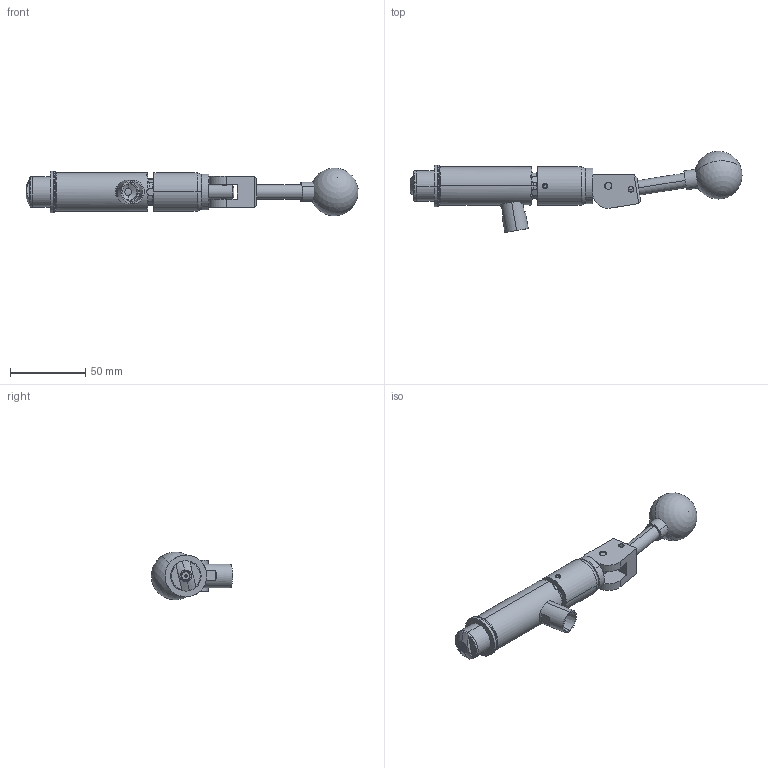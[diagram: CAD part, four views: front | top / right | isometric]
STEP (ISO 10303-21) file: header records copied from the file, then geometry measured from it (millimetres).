
FILE_DESCRIPTION (( 'STEP AP214' ), '1' );
FILE_NAME ('CTSC-003839.STEP', '2025-06-18T12:57:33', ( '' ), ( '' ), 'SwSTEP 2.0', 'SolidWorks 2023', '' );
FILE_SCHEMA (( 'AUTOMOTIVE_DESIGN' ));
Length unit declared in the file: inch
Products named in the file (1): CTSC-003839
Bounding box: 220.63 x 54.02 x 31.66 mm (x, y, z)
Volume: 87620.5 mm3; surface area: 27747.5 mm2
Topology: 9 solids, 9 shells, 298 faces, 732 edges, 467 vertices
Faces by surface type: cylinder 121, plane 112, cone 51, torus 9, bspline 3, sphere 2
Entity records: 13868 total; most frequent: CARTESIAN_POINT 3058, DIRECTION 1484, ORIENTED_EDGE 1450, EDGE_CURVE 725, AXIS2_PLACEMENT_3D 584, VERTEX_POINT 464, EDGE_LOOP 337, LINE 316
